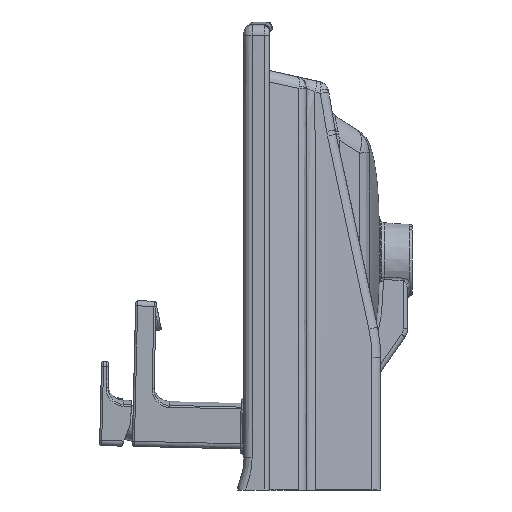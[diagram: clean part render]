
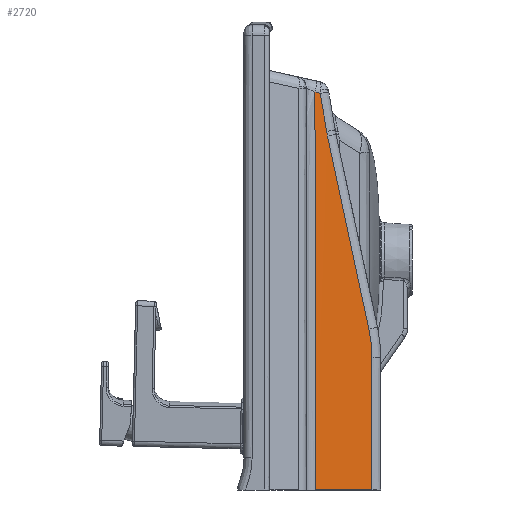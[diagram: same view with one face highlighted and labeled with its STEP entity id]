
A CAD part, left-side view. The second image highlights one B-rep face of the part: STEP entity #2720.
In plain terms, the highlighted free-form (B-spline) face has degree [1, 3] with [2, 18] control points.
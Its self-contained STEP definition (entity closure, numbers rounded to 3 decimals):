
#138=B_SPLINE_SURFACE_WITH_KNOTS('',1,3,((#22936,#22937,#22938,#22939,#22940,
#22941,#22942,#22943,#22944,#22945,#22946,#22947,#22948,#22949,#22950,#22951,
#22952,#22953),(#22954,#22955,#22956,#22957,#22958,#22959,#22960,#22961,
#22962,#22963,#22964,#22965,#22966,#22967,#22968,#22969,#22970,#22971)),
 .UNSPECIFIED.,.F.,.F.,.F.,(2,2),(4,2,2,2,2,2,2,2,4),(0.,1.),(0.,0.125,
0.25,0.375,0.5,0.625,
0.75,0.875,1.),.UNSPECIFIED.);
#1263=B_SPLINE_CURVE_WITH_KNOTS('',3,(#22873,#22874,#22875,#22876,#22877,
#22878),.UNSPECIFIED.,.F.,.F.,(4,2,4),(0.,0.5,1.),.UNSPECIFIED.);
#1264=B_SPLINE_CURVE_WITH_KNOTS('',3,(#22911,#22912,#22913,#22914),
 .UNSPECIFIED.,.F.,.F.,(4,4),(0.,1.),.UNSPECIFIED.);
#1265=B_SPLINE_CURVE_WITH_KNOTS('',3,(#22922,#22923,#22924,#22925),
 .UNSPECIFIED.,.F.,.F.,(4,4),(0.,1.),.UNSPECIFIED.);
#1266=B_SPLINE_CURVE_WITH_KNOTS('',3,(#22927,#22928,#22929,#22930),
 .UNSPECIFIED.,.F.,.F.,(4,4),(0.,1.),.UNSPECIFIED.);
#1267=B_SPLINE_CURVE_WITH_KNOTS('',3,(#22932,#22933,#22934,#22935),
 .UNSPECIFIED.,.F.,.F.,(4,4),(0.,1.),.UNSPECIFIED.);
#2720=ADVANCED_FACE('',(#4013),#138,.F.);
#4013=FACE_OUTER_BOUND('',#5171,.T.);
#5171=EDGE_LOOP('',(#7352,#7353,#7354,#7355,#7356,#7357,#7358,#7359));
#6351=(
BOUNDED_CURVE()
B_SPLINE_CURVE(3,(#22789,#22790,#22791,#22792),.UNSPECIFIED.,.F.,.F.)
B_SPLINE_CURVE_WITH_KNOTS((4,4),(0.,1.),.UNSPECIFIED.)
CURVE()
GEOMETRIC_REPRESENTATION_ITEM()
RATIONAL_B_SPLINE_CURVE((1.,1.,1.,
1.))
REPRESENTATION_ITEM('')
);
#6354=(
BOUNDED_CURVE()
B_SPLINE_CURVE(3,(#22903,#22904,#22905,#22906,#22907,#22908),
 .UNSPECIFIED.,.F.,.F.)
B_SPLINE_CURVE_WITH_KNOTS((4,2,4),(0.,0.505,1.),
 .UNSPECIFIED.)
CURVE()
GEOMETRIC_REPRESENTATION_ITEM()
RATIONAL_B_SPLINE_CURVE((1.,1.,1.,
1.,1.,1.))
REPRESENTATION_ITEM('')
);
#6355=(
BOUNDED_CURVE()
B_SPLINE_CURVE(3,(#22915,#22916,#22917,#22918,#22919,#22920),
 .UNSPECIFIED.,.F.,.F.)
B_SPLINE_CURVE_WITH_KNOTS((4,2,4),(0.,0.5,1.),.UNSPECIFIED.)
CURVE()
GEOMETRIC_REPRESENTATION_ITEM()
RATIONAL_B_SPLINE_CURVE((1.,1.,1.,
1.,1.,1.))
REPRESENTATION_ITEM('')
);
#7352=ORIENTED_EDGE('',*,*,#14447,.F.);
#7353=ORIENTED_EDGE('',*,*,#14448,.T.);
#7354=ORIENTED_EDGE('',*,*,#14434,.F.);
#7355=ORIENTED_EDGE('',*,*,#14445,.F.);
#7356=ORIENTED_EDGE('',*,*,#14449,.F.);
#7357=ORIENTED_EDGE('',*,*,#14450,.F.);
#7358=ORIENTED_EDGE('',*,*,#14451,.F.);
#7359=ORIENTED_EDGE('',*,*,#14452,.F.);
#12793=VERTEX_POINT('',#22793);
#12794=VERTEX_POINT('',#22794);
#12801=VERTEX_POINT('',#22871);
#12803=VERTEX_POINT('',#22909);
#12804=VERTEX_POINT('',#22910);
#12805=VERTEX_POINT('',#22921);
#12806=VERTEX_POINT('',#22926);
#12807=VERTEX_POINT('',#22931);
#14434=EDGE_CURVE('',#12793,#12794,#6351,.T.);
#14445=EDGE_CURVE('',#12801,#12793,#1263,.T.);
#14447=EDGE_CURVE('',#12803,#12804,#6354,.T.);
#14448=EDGE_CURVE('',#12803,#12794,#1264,.T.);
#14449=EDGE_CURVE('',#12805,#12801,#6355,.T.);
#14450=EDGE_CURVE('',#12806,#12805,#1265,.T.);
#14451=EDGE_CURVE('',#12807,#12806,#1266,.T.);
#14452=EDGE_CURVE('',#12804,#12807,#1267,.T.);
#22789=CARTESIAN_POINT('',(-1831.24,-6.865,-96.81));
#22790=CARTESIAN_POINT('',(-1831.68,-6.862,-140.013));
#22791=CARTESIAN_POINT('',(-1832.124,-6.862,-183.218));
#22792=CARTESIAN_POINT('',(-1832.564,-6.863,-226.423));
#22793=CARTESIAN_POINT('',(-1831.24,-6.865,-96.81));
#22794=CARTESIAN_POINT('',(-1832.564,-6.863,-226.423));
#22871=CARTESIAN_POINT('',(-1831.224,-3.911,-68.998));
#22873=CARTESIAN_POINT('',(-1831.224,-3.911,-68.998));
#22874=CARTESIAN_POINT('',(-1831.181,-4.896,-73.581));
#22875=CARTESIAN_POINT('',(-1831.162,-5.633,-78.19));
#22876=CARTESIAN_POINT('',(-1831.167,-6.617,-87.461));
#22877=CARTESIAN_POINT('',(-1831.192,-6.865,-92.122));
#22878=CARTESIAN_POINT('',(-1831.24,-6.865,-96.81));
#22903=CARTESIAN_POINT('',(-1837.561,48.75,-226.423));
#22904=CARTESIAN_POINT('',(-1836.9,48.754,-160.928));
#22905=CARTESIAN_POINT('',(-1836.256,48.764,-95.43));
#22906=CARTESIAN_POINT('',(-1835.129,48.804,34.258));
#22907=CARTESIAN_POINT('',(-1834.646,48.835,98.448));
#22908=CARTESIAN_POINT('',(-1834.293,48.871,162.641));
#22909=CARTESIAN_POINT('',(-1837.561,48.75,-226.423));
#22910=CARTESIAN_POINT('',(-1834.293,48.871,162.641));
#22911=CARTESIAN_POINT('',(-1837.561,48.75,-226.423));
#22912=CARTESIAN_POINT('',(-1835.895,30.213,-226.423));
#22913=CARTESIAN_POINT('',(-1834.228,11.675,-226.423));
#22914=CARTESIAN_POINT('',(-1832.564,-6.863,-226.423));
#22915=CARTESIAN_POINT('',(-1833.328,36.621,119.865));
#22916=CARTESIAN_POINT('',(-1832.884,29.876,88.393));
#22917=CARTESIAN_POINT('',(-1832.506,23.126,56.918));
#22918=CARTESIAN_POINT('',(-1831.823,9.614,-6.038));
#22919=CARTESIAN_POINT('',(-1831.517,2.853,-37.517));
#22920=CARTESIAN_POINT('',(-1831.224,-3.911,-68.998));
#22921=CARTESIAN_POINT('',(-1833.328,36.621,119.865));
#22922=CARTESIAN_POINT('',(-1833.383,37.49,124.412));
#22923=CARTESIAN_POINT('',(-1833.368,37.234,122.89));
#22924=CARTESIAN_POINT('',(-1833.35,36.945,121.374));
#22925=CARTESIAN_POINT('',(-1833.328,36.621,119.865));
#22926=CARTESIAN_POINT('',(-1833.383,37.49,124.412));
#22927=CARTESIAN_POINT('',(-1833.772,43.724,161.498));
#22928=CARTESIAN_POINT('',(-1833.633,41.647,149.136));
#22929=CARTESIAN_POINT('',(-1833.503,39.569,136.774));
#22930=CARTESIAN_POINT('',(-1833.383,37.49,124.412));
#22931=CARTESIAN_POINT('',(-1833.772,43.724,161.498));
#22932=CARTESIAN_POINT('',(-1834.293,48.871,162.641));
#22933=CARTESIAN_POINT('',(-1834.119,47.156,162.26));
#22934=CARTESIAN_POINT('',(-1833.945,45.44,161.879));
#22935=CARTESIAN_POINT('',(-1833.772,43.724,161.498));
#22936=CARTESIAN_POINT('',(-1846.817,152.668,-219.185));
#22937=CARTESIAN_POINT('',(-1846.093,144.396,-220.981));
#22938=CARTESIAN_POINT('',(-1845.37,136.128,-222.801));
#22939=CARTESIAN_POINT('',(-1843.924,119.599,-226.474));
#22940=CARTESIAN_POINT('',(-1843.201,111.338,-228.326));
#22941=CARTESIAN_POINT('',(-1841.756,94.822,-232.055));
#22942=CARTESIAN_POINT('',(-1841.034,86.566,-233.93));
#22943=CARTESIAN_POINT('',(-1839.589,70.059,-237.697));
#22944=CARTESIAN_POINT('',(-1838.867,61.807,-239.589));
#22945=CARTESIAN_POINT('',(-1837.424,45.306,-243.382));
#22946=CARTESIAN_POINT('',(-1836.702,37.056,-245.284));
#22947=CARTESIAN_POINT('',(-1835.259,20.559,-249.096));
#22948=CARTESIAN_POINT('',(-1834.537,12.311,-251.006));
#22949=CARTESIAN_POINT('',(-1833.094,-4.183,-254.83));
#22950=CARTESIAN_POINT('',(-1832.372,-12.43,-256.744));
#22951=CARTESIAN_POINT('',(-1830.93,-28.922,-260.577));
#22952=CARTESIAN_POINT('',(-1830.208,-37.168,-262.494));
#22953=CARTESIAN_POINT('',(-1829.487,-45.414,-264.413));
#22954=CARTESIAN_POINT('',(-1836.152,67.362,177.999));
#22955=CARTESIAN_POINT('',(-1835.204,58.356,176.041));
#22956=CARTESIAN_POINT('',(-1834.287,49.475,174.085));
#22957=CARTESIAN_POINT('',(-1832.512,31.908,170.178));
#22958=CARTESIAN_POINT('',(-1831.653,23.22,168.228));
#22959=CARTESIAN_POINT('',(-1829.983,5.983,164.335));
#22960=CARTESIAN_POINT('',(-1829.173,-2.568,162.391));
#22961=CARTESIAN_POINT('',(-1827.588,-19.574,158.509));
#22962=CARTESIAN_POINT('',(-1826.814,-28.029,156.57));
#22963=CARTESIAN_POINT('',(-1825.294,-44.874,152.697));
#22964=CARTESIAN_POINT('',(-1824.548,-53.263,150.762));
#22965=CARTESIAN_POINT('',(-1823.076,-69.996,146.896));
#22966=CARTESIAN_POINT('',(-1822.35,-78.34,144.964));
#22967=CARTESIAN_POINT('',(-1820.914,-94.994,141.103));
#22968=CARTESIAN_POINT('',(-1820.203,-103.306,139.174));
#22969=CARTESIAN_POINT('',(-1818.793,-119.906,135.318));
#22970=CARTESIAN_POINT('',(-1818.093,-128.194,133.39));
#22971=CARTESIAN_POINT('',(-1817.397,-136.475,131.464));
